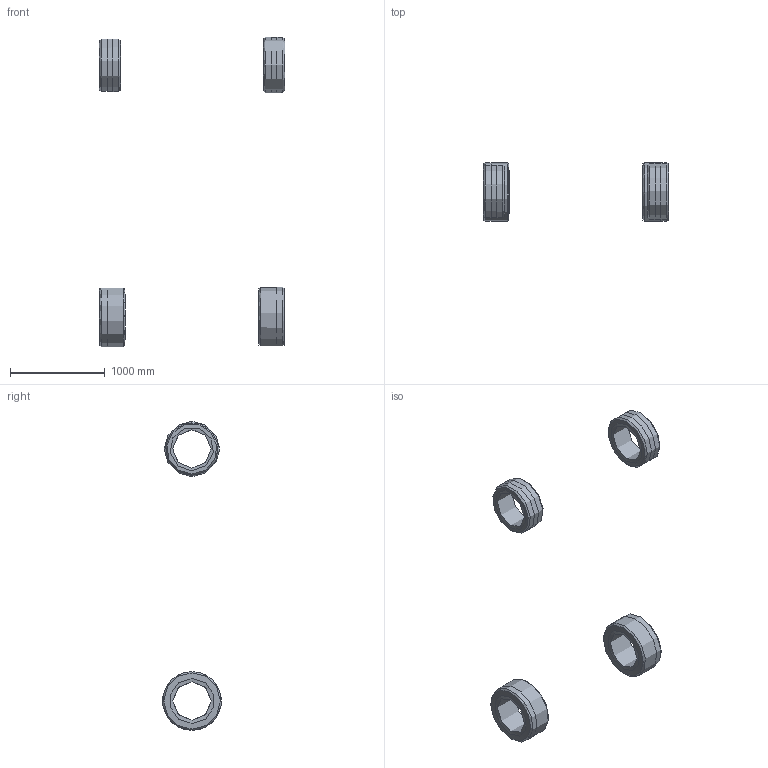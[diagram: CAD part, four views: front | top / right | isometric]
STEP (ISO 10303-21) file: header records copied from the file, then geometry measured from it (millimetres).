
FILE_DESCRIPTION(/* description */ (''),/* implementation_level */ '2;1');
FILE_NAME(/* name */ 'REVOLUTION_500SC_CORRECTED_TIRES.stp',/* time_stamp */ '2025-10-15T20:44:34-07:00',/* author */ (''),/* organization */ (''),/* preprocessor_version */ 'ST-DEVELOPER v20',/* originating_system */ 'SIEMENS PLM Software NX2412.6001',/* authorisation */ '');
FILE_SCHEMA (('PROCESS_PLANNING_SCHEMA'));
Length unit declared in the file: millimetre
Products named in the file (1): REVOLUTION_500SC_FULLSCALE_STEP
Bounding box: 1956.05 x 621.38 x 3264.08 mm (x, y, z)
Volume: 150285739.8 mm3; surface area: 4173622.7 mm2
Topology: 4 solids, 4 shells, 38 faces, 164 edges, 215 vertices
Faces by surface type: cone 25, revolution 13
Entity records: 1726 total; most frequent: CARTESIAN_POINT 514, DIRECTION 156, STYLED_ITEM 96, PRESENTATION_STYLE_ASSIGNMENT 96, B_SPLINE_CURVE_WITH_KNOTS 92, CURVE_STYLE 91, DRAUGHTING_PRE_DEFINED_CURVE_FONT 91, FACE_BOUND 76
